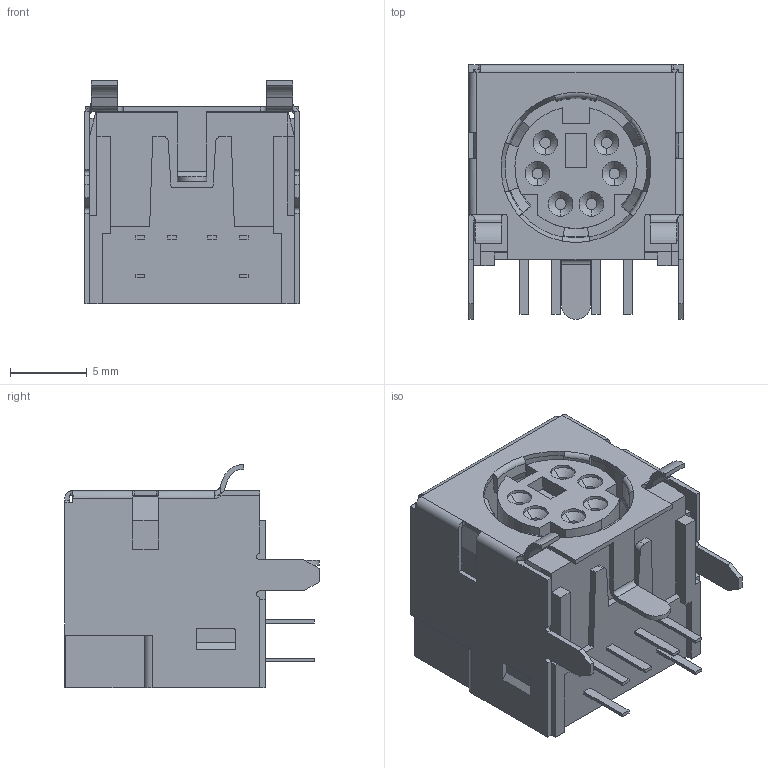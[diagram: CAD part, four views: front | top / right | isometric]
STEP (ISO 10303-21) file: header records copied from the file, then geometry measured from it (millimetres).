
FILE_DESCRIPTION(('STEP AP242'),'1');
FILE_NAME('5750071-1.stp','2023-01-16T03:09:25',('TraceParts'),('TraceParts S.A.'),'Spatial InterOp 3D',' ',' ');
FILE_SCHEMA(('AP242_MANAGED_MODEL_BASED_3D_ENGINEERING_MIM_LF {1 0 10303 442 1 1 4}'));
Length unit declared in the file: millimetre
Products named in the file (1): 5750071-1
Bounding box: 13.98 x 16.56 x 14.54 mm (x, y, z)
Volume: 2002.3 mm3; surface area: 1915.9 mm2
Topology: 1 solids, 1 shells, 352 faces, 994 edges, 645 vertices
Faces by surface type: plane 189, cylinder 106, torus 30, cone 27
Entity records: 11780 total; most frequent: CARTESIAN_POINT 2369, DIRECTION 2002, ORIENTED_EDGE 1988, EDGE_CURVE 994, AXIS2_PLACEMENT_3D 683, VERTEX_POINT 645, LINE 636, VECTOR 636
